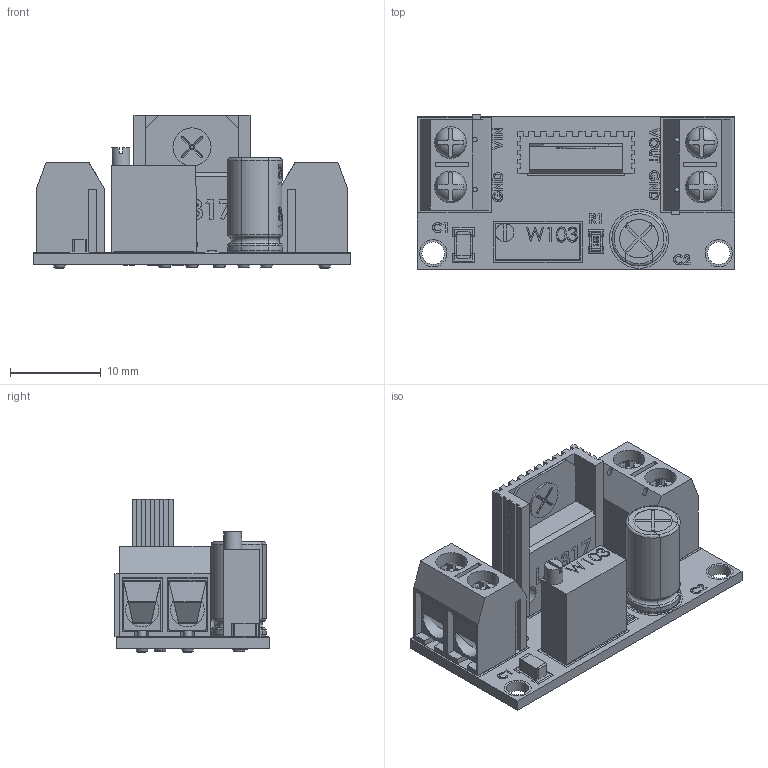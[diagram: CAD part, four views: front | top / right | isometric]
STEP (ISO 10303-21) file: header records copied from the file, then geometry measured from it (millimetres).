
FILE_DESCRIPTION(/* description */ (''),/* implementation_level */ '2;1');
FILE_NAME(/* name */ 'LM317-MODULO.step',/* time_stamp */ '2019-12-13T11:45:22-06:00',/* author */ (''),/* organization */ (''),/* preprocessor_version */ 'ST-DEVELOPER v18',/* originating_system */ 'Autodesk Translation Framework v8.12.0.6',/* authorisation */ '');
FILE_SCHEMA (('AUTOMOTIVE_DESIGN { 1 0 10303 214 3 1 1 }'));
Length unit declared in the file: millimetre
Products named in the file (1): (Unsaved)
Bounding box: 35 x 17 x 16.95 mm (x, y, z)
Volume: 3141.3 mm3; surface area: 5566 mm2
Topology: 28 solids, 28 shells, 940 faces, 2711 edges, 1962 vertices
Faces by surface type: plane 706, cylinder 102, bspline 93, cone 20, torus 15, sphere 4
Full cylindrical faces by diameter (mm): 0.5 x6, 0.9 x4, 1.2 x1, 1.8 x4, 2 x1, 2.5 x2, 3.5 x5, 3.7 x4, 4.2 x1, 4.25 x1, 5.5 x1, 6 x1, 6.5 x1
Entity records: 44794 total; most frequent: CARTESIAN_POINT 19122, ORIENTED_EDGE 5422, DIRECTION 4447, EDGE_CURVE 2711, LINE 1967, VECTOR 1967, VERTEX_POINT 1962, AXIS2_PLACEMENT_3D 1240
